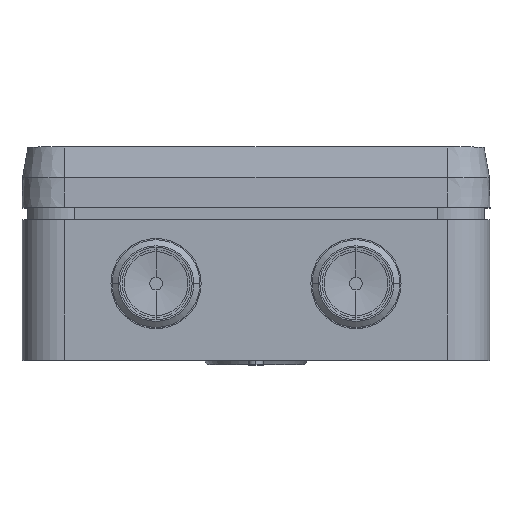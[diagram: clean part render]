
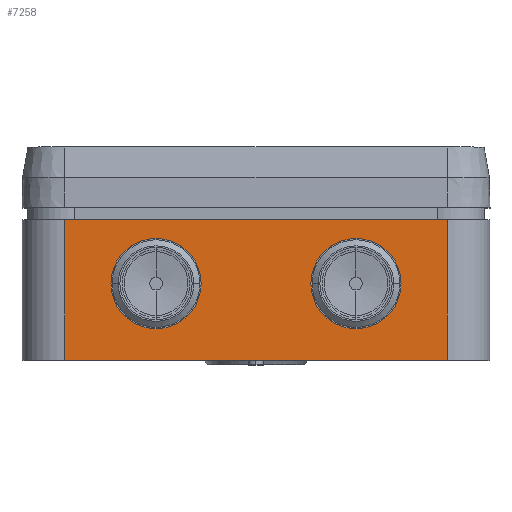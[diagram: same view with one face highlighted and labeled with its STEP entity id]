
A CAD part, top view. The second image highlights one B-rep face of the part: STEP entity #7258.
In plain terms, the highlighted planar face has unit normal (0, 0, 1).
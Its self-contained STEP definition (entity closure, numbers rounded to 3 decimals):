
#405 = CARTESIAN_POINT ( 'NONE',  ( -45., 33., 55. ) ) ;
#2090 = ORIENTED_EDGE ( 'NONE', *, *, #17358, .F. ) ;
#2228 = DIRECTION ( 'NONE',  ( 0., -1., 0. ) ) ;
#2232 = VECTOR ( 'NONE', #35364, 1000. ) ;
#2602 = VERTEX_POINT ( 'NONE', #3651 ) ;
#2701 = CARTESIAN_POINT ( 'NONE',  ( 34.1, 18., 55. ) ) ;
#2768 = EDGE_LOOP ( 'NONE', ( #28510, #10141 ) ) ;
#2791 = DIRECTION ( 'NONE',  ( 1., 0., 0. ) ) ;
#3630 = EDGE_CURVE ( 'NONE', #6492, #26566, #18568, .T. ) ;
#3651 = CARTESIAN_POINT ( 'NONE',  ( -12.9, 18., 55. ) ) ;
#5346 = DIRECTION ( 'NONE',  ( 0., 0., 1. ) ) ;
#5418 = EDGE_CURVE ( 'NONE', #28469, #31193, #12002, .T. ) ;
#6015 = EDGE_CURVE ( 'NONE', #11494, #2602, #25335, .T. ) ;
#6492 = VERTEX_POINT ( 'NONE', #27656 ) ;
#7258 = ADVANCED_FACE ( 'NONE', ( #23128, #18194, #12236 ), #20916, .F. ) ;
#8415 = CARTESIAN_POINT ( 'NONE',  ( -23.5, 18., 55. ) ) ;
#8923 = DIRECTION ( 'NONE',  ( 1., 0., 0. ) ) ;
#9041 = CIRCLE ( 'NONE', #28827, 10.6 ) ;
#9134 = DIRECTION ( 'NONE',  ( 0., 0., -1. ) ) ;
#9479 = DIRECTION ( 'NONE',  ( 1., 0., 0. ) ) ;
#10025 = AXIS2_PLACEMENT_3D ( 'NONE', #34043, #31500, #9479 ) ;
#10141 = ORIENTED_EDGE ( 'NONE', *, *, #6015, .F. ) ;
#11200 = ORIENTED_EDGE ( 'NONE', *, *, #3630, .T. ) ;
#11492 = DIRECTION ( 'NONE',  ( 1., 0., 0. ) ) ;
#11494 = VERTEX_POINT ( 'NONE', #24515 ) ;
#12002 = CIRCLE ( 'NONE', #31477, 10.6 ) ;
#12114 = VECTOR ( 'NONE', #2228, 1000. ) ;
#12236 = FACE_BOUND ( 'NONE', #30878, .T. ) ;
#12990 = EDGE_CURVE ( 'NONE', #6492, #17927, #19296, .T. ) ;
#13006 = DIRECTION ( 'NONE',  ( -1., 0., 0. ) ) ;
#14104 = VERTEX_POINT ( 'NONE', #21707 ) ;
#14860 = DIRECTION ( 'NONE',  ( -1., 0., 0. ) ) ;
#15588 = AXIS2_PLACEMENT_3D ( 'NONE', #34433, #9134, #23302 ) ;
#15925 = DIRECTION ( 'NONE',  ( 0., 0., 1. ) ) ;
#16594 = CARTESIAN_POINT ( 'NONE',  ( 45., 33., 55. ) ) ;
#16632 = AXIS2_PLACEMENT_3D ( 'NONE', #8415, #5346, #2791 ) ;
#17358 = EDGE_CURVE ( 'NONE', #31193, #28469, #9041, .T. ) ;
#17927 = VERTEX_POINT ( 'NONE', #16594 ) ;
#18099 = CARTESIAN_POINT ( 'NONE',  ( 23.5, 18., 55. ) ) ;
#18194 = FACE_BOUND ( 'NONE', #2768, .T. ) ;
#18568 = LINE ( 'NONE', #27129, #12114 ) ;
#18966 = EDGE_CURVE ( 'NONE', #17927, #14104, #19140, .T. ) ;
#19140 = LINE ( 'NONE', #29714, #2232 ) ;
#19296 = LINE ( 'NONE', #405, #23559 ) ;
#19362 = ORIENTED_EDGE ( 'NONE', *, *, #18966, .F. ) ;
#19881 = ORIENTED_EDGE ( 'NONE', *, *, #22827, .T. ) ;
#20916 = PLANE ( 'NONE',  #15588 ) ;
#21707 = CARTESIAN_POINT ( 'NONE',  ( 45., 0., 55. ) ) ;
#22827 = EDGE_CURVE ( 'NONE', #26566, #14104, #33853, .T. ) ;
#23128 = FACE_OUTER_BOUND ( 'NONE', #32423, .T. ) ;
#23302 = DIRECTION ( 'NONE',  ( -1., 0., 0. ) ) ;
#23554 = DIRECTION ( 'NONE',  ( 0., 0., 1. ) ) ;
#23559 = VECTOR ( 'NONE', #11492, 1000. ) ;
#24515 = CARTESIAN_POINT ( 'NONE',  ( -34.1, 18., 55. ) ) ;
#24861 = CARTESIAN_POINT ( 'NONE',  ( 12.9, 18., 55. ) ) ;
#25266 = CARTESIAN_POINT ( 'NONE',  ( -45., 0., 55. ) ) ;
#25335 = CIRCLE ( 'NONE', #16632, 10.6 ) ;
#25432 = VECTOR ( 'NONE', #8923, 1000. ) ;
#25725 = CIRCLE ( 'NONE', #10025, 10.6 ) ;
#26566 = VERTEX_POINT ( 'NONE', #25266 ) ;
#27129 = CARTESIAN_POINT ( 'NONE',  ( -45., 33., 55. ) ) ;
#27656 = CARTESIAN_POINT ( 'NONE',  ( -45., 33., 55. ) ) ;
#27693 = CARTESIAN_POINT ( 'NONE',  ( -45., 0., 55. ) ) ;
#27949 = ORIENTED_EDGE ( 'NONE', *, *, #12990, .F. ) ;
#28469 = VERTEX_POINT ( 'NONE', #24861 ) ;
#28510 = ORIENTED_EDGE ( 'NONE', *, *, #28979, .F. ) ;
#28827 = AXIS2_PLACEMENT_3D ( 'NONE', #32660, #15925, #13006 ) ;
#28979 = EDGE_CURVE ( 'NONE', #2602, #11494, #25725, .T. ) ;
#29714 = CARTESIAN_POINT ( 'NONE',  ( 45., 33., 55. ) ) ;
#30878 = EDGE_LOOP ( 'NONE', ( #2090, #33128 ) ) ;
#31193 = VERTEX_POINT ( 'NONE', #2701 ) ;
#31477 = AXIS2_PLACEMENT_3D ( 'NONE', #18099, #23554, #14860 ) ;
#31500 = DIRECTION ( 'NONE',  ( 0., 0., 1. ) ) ;
#32423 = EDGE_LOOP ( 'NONE', ( #19881, #19362, #27949, #11200 ) ) ;
#32660 = CARTESIAN_POINT ( 'NONE',  ( 23.5, 18., 55. ) ) ;
#33128 = ORIENTED_EDGE ( 'NONE', *, *, #5418, .F. ) ;
#33853 = LINE ( 'NONE', #27693, #25432 ) ;
#34043 = CARTESIAN_POINT ( 'NONE',  ( -23.5, 18., 55. ) ) ;
#34433 = CARTESIAN_POINT ( 'NONE',  ( -45., 33., 55. ) ) ;
#35364 = DIRECTION ( 'NONE',  ( 0., -1., 0. ) ) ;
